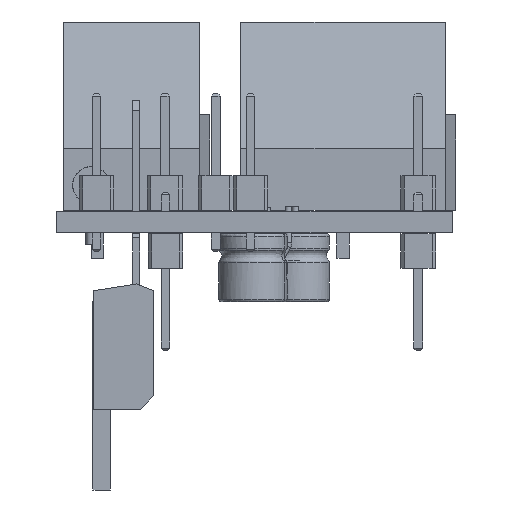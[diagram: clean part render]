
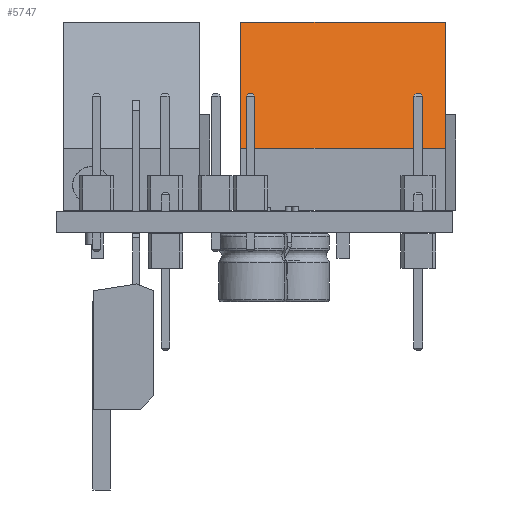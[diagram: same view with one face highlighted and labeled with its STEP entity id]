
A CAD part, left-side view. The second image highlights one B-rep face of the part: STEP entity #5747.
In plain terms, the highlighted face is planar.
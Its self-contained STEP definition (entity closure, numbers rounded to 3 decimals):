
#5221 = PLANE('',#5222);
#5222 = AXIS2_PLACEMENT_3D('',#5223,#5224,#5225);
#5223 = CARTESIAN_POINT('',(-2.5,0.3,6.9));
#5224 = DIRECTION('',(1.,0.,0.));
#5225 = DIRECTION('',(0.,0.,1.));
#5437 = VERTEX_POINT('',#5438);
#5438 = CARTESIAN_POINT('',(-2.5,5.2,4.57));
#5452 = PLANE('',#5453);
#5453 = AXIS2_PLACEMENT_3D('',#5454,#5455,#5456);
#5454 = CARTESIAN_POINT('',(-2.5,5.2,0.));
#5455 = DIRECTION('',(0.,-1.,0.));
#5456 = DIRECTION('',(0.,0.,1.));
#5464 = EDGE_CURVE('',#5465,#5437,#5467,.T.);
#5465 = VERTEX_POINT('',#5466);
#5466 = CARTESIAN_POINT('',(-2.5,2.2,13.8));
#5467 = SURFACE_CURVE('',#5468,(#5472,#5479),.PCURVE_S1.);
#5468 = LINE('',#5469,#5470);
#5469 = CARTESIAN_POINT('',(-2.5,2.2,13.8));
#5470 = VECTOR('',#5471,1.);
#5471 = DIRECTION('',(0.,0.309,-0.951));
#5472 = PCURVE('',#5221,#5473);
#5473 = DEFINITIONAL_REPRESENTATION('',(#5474),#5478);
#5474 = LINE('',#5475,#5476);
#5475 = CARTESIAN_POINT('',(6.9,-1.9));
#5476 = VECTOR('',#5477,1.);
#5477 = DIRECTION('',(-0.951,-0.309));
#5478 = ( GEOMETRIC_REPRESENTATION_CONTEXT(2) 
PARAMETRIC_REPRESENTATION_CONTEXT() REPRESENTATION_CONTEXT('2D SPACE',''
  ) );
#5479 = PCURVE('',#5480,#5485);
#5480 = PLANE('',#5481);
#5481 = AXIS2_PLACEMENT_3D('',#5482,#5483,#5484);
#5482 = CARTESIAN_POINT('',(-2.5,2.2,13.8));
#5483 = DIRECTION('',(0.,0.951,0.309));
#5484 = DIRECTION('',(0.,0.309,-0.951));
#5485 = DEFINITIONAL_REPRESENTATION('',(#5486),#5490);
#5486 = LINE('',#5487,#5488);
#5487 = CARTESIAN_POINT('',(0.,0.));
#5488 = VECTOR('',#5489,1.);
#5489 = DIRECTION('',(1.,0.));
#5490 = ( GEOMETRIC_REPRESENTATION_CONTEXT(2) 
PARAMETRIC_REPRESENTATION_CONTEXT() REPRESENTATION_CONTEXT('2D SPACE',''
  ) );
#5506 = PLANE('',#5507);
#5507 = AXIS2_PLACEMENT_3D('',#5508,#5509,#5510);
#5508 = CARTESIAN_POINT('',(-2.5,5.2,13.8));
#5509 = DIRECTION('',(0.,0.,-1.));
#5510 = DIRECTION('',(0.,-1.,0.));
#5560 = PLANE('',#5561);
#5561 = AXIS2_PLACEMENT_3D('',#5562,#5563,#5564);
#5562 = CARTESIAN_POINT('',(12.5,0.3,6.9));
#5563 = DIRECTION('',(1.,0.,0.));
#5564 = DIRECTION('',(0.,0.,1.));
#5598 = EDGE_CURVE('',#5465,#5599,#5601,.T.);
#5599 = VERTEX_POINT('',#5600);
#5600 = CARTESIAN_POINT('',(12.5,2.2,13.8));
#5601 = SURFACE_CURVE('',#5602,(#5606,#5613),.PCURVE_S1.);
#5602 = LINE('',#5603,#5604);
#5603 = CARTESIAN_POINT('',(-2.5,2.2,13.8));
#5604 = VECTOR('',#5605,1.);
#5605 = DIRECTION('',(1.,0.,0.));
#5606 = PCURVE('',#5506,#5607);
#5607 = DEFINITIONAL_REPRESENTATION('',(#5608),#5612);
#5608 = LINE('',#5609,#5610);
#5609 = CARTESIAN_POINT('',(3.,0.));
#5610 = VECTOR('',#5611,1.);
#5611 = DIRECTION('',(0.,-1.));
#5612 = ( GEOMETRIC_REPRESENTATION_CONTEXT(2) 
PARAMETRIC_REPRESENTATION_CONTEXT() REPRESENTATION_CONTEXT('2D SPACE',''
  ) );
#5613 = PCURVE('',#5480,#5614);
#5614 = DEFINITIONAL_REPRESENTATION('',(#5615),#5619);
#5615 = LINE('',#5616,#5617);
#5616 = CARTESIAN_POINT('',(0.,0.));
#5617 = VECTOR('',#5618,1.);
#5618 = DIRECTION('',(0.,-1.));
#5619 = ( GEOMETRIC_REPRESENTATION_CONTEXT(2) 
PARAMETRIC_REPRESENTATION_CONTEXT() REPRESENTATION_CONTEXT('2D SPACE',''
  ) );
#5747 = ADVANCED_FACE('',(#5748),#5480,.T.);
#5748 = FACE_BOUND('',#5749,.T.);
#5749 = EDGE_LOOP('',(#5750,#5751,#5774,#5795));
#5750 = ORIENTED_EDGE('',*,*,#5598,.T.);
#5751 = ORIENTED_EDGE('',*,*,#5752,.T.);
#5752 = EDGE_CURVE('',#5599,#5753,#5755,.T.);
#5753 = VERTEX_POINT('',#5754);
#5754 = CARTESIAN_POINT('',(12.5,5.2,4.57));
#5755 = SURFACE_CURVE('',#5756,(#5760,#5767),.PCURVE_S1.);
#5756 = LINE('',#5757,#5758);
#5757 = CARTESIAN_POINT('',(12.5,2.2,13.8));
#5758 = VECTOR('',#5759,1.);
#5759 = DIRECTION('',(0.,0.309,-0.951));
#5760 = PCURVE('',#5480,#5761);
#5761 = DEFINITIONAL_REPRESENTATION('',(#5762),#5766);
#5762 = LINE('',#5763,#5764);
#5763 = CARTESIAN_POINT('',(0.,-15.));
#5764 = VECTOR('',#5765,1.);
#5765 = DIRECTION('',(1.,0.));
#5766 = ( GEOMETRIC_REPRESENTATION_CONTEXT(2) 
PARAMETRIC_REPRESENTATION_CONTEXT() REPRESENTATION_CONTEXT('2D SPACE',''
  ) );
#5767 = PCURVE('',#5560,#5768);
#5768 = DEFINITIONAL_REPRESENTATION('',(#5769),#5773);
#5769 = LINE('',#5770,#5771);
#5770 = CARTESIAN_POINT('',(6.9,-1.9));
#5771 = VECTOR('',#5772,1.);
#5772 = DIRECTION('',(-0.951,-0.309));
#5773 = ( GEOMETRIC_REPRESENTATION_CONTEXT(2) 
PARAMETRIC_REPRESENTATION_CONTEXT() REPRESENTATION_CONTEXT('2D SPACE',''
  ) );
#5774 = ORIENTED_EDGE('',*,*,#5775,.F.);
#5775 = EDGE_CURVE('',#5437,#5753,#5776,.T.);
#5776 = SURFACE_CURVE('',#5777,(#5781,#5788),.PCURVE_S1.);
#5777 = LINE('',#5778,#5779);
#5778 = CARTESIAN_POINT('',(-2.5,5.2,4.57));
#5779 = VECTOR('',#5780,1.);
#5780 = DIRECTION('',(1.,0.,0.));
#5781 = PCURVE('',#5480,#5782);
#5782 = DEFINITIONAL_REPRESENTATION('',(#5783),#5787);
#5783 = LINE('',#5784,#5785);
#5784 = CARTESIAN_POINT('',(9.705,0.));
#5785 = VECTOR('',#5786,1.);
#5786 = DIRECTION('',(0.,-1.));
#5787 = ( GEOMETRIC_REPRESENTATION_CONTEXT(2) 
PARAMETRIC_REPRESENTATION_CONTEXT() REPRESENTATION_CONTEXT('2D SPACE',''
  ) );
#5788 = PCURVE('',#5452,#5789);
#5789 = DEFINITIONAL_REPRESENTATION('',(#5790),#5794);
#5790 = LINE('',#5791,#5792);
#5791 = CARTESIAN_POINT('',(4.57,0.));
#5792 = VECTOR('',#5793,1.);
#5793 = DIRECTION('',(0.,-1.));
#5794 = ( GEOMETRIC_REPRESENTATION_CONTEXT(2) 
PARAMETRIC_REPRESENTATION_CONTEXT() REPRESENTATION_CONTEXT('2D SPACE',''
  ) );
#5795 = ORIENTED_EDGE('',*,*,#5464,.F.);
